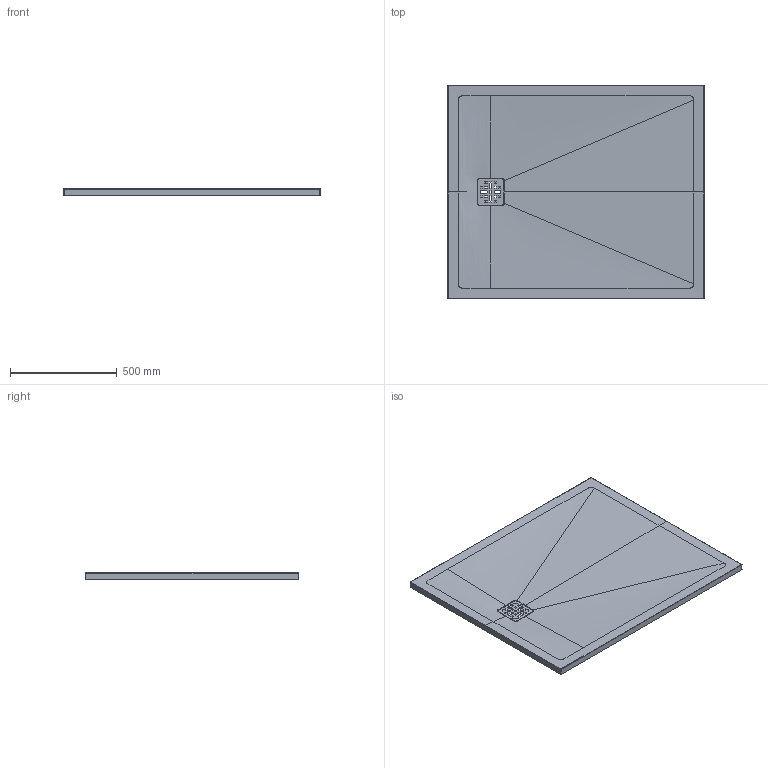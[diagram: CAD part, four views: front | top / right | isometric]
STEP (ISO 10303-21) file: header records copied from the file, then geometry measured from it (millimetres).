
FILE_DESCRIPTION(/* description */ (''),/* implementation_level */ '2;1');
FILE_NAME(/* name */ '16-022_M7852A_120X100 PIETRA_bordo inclinato_diagonali rettilinee.stp',/* time_stamp */ '2021-03-30T14:49:39+02:00',/* author */ (''),/* organization */ (''),/* preprocessor_version */ 'ST-DEVELOPER v15',/* originating_system */ 'SIEMENS PLM Software NX 8.5',/* authorisation */ '');
FILE_SCHEMA (('AP203_CONFIGURATION_CONTROLLED_3D_DESIGN_OF_MECHANICAL_PARTS_AND_ASSEMBLIES_MIM_LF { 1 0 10303 403 2 1 2}'));
Products named in the file (1): carl61941A527ysy
Bounding box: 1200 x 1000 x 29.98 mm (x, y, z)
Volume: 21369338.8 mm3; surface area: 2572343.5 mm2
Topology: 2 solids, 2 shells, 340 faces, 917 edges, 573 vertices
Faces by surface type: plane 111, cylinder 102, bspline 98, sphere 20, cone 5, torus 4
Full cylindrical faces by diameter (mm): 90 x1
Entity records: 59870 total; most frequent: CARTESIAN_POINT 51950, ORIENTED_EDGE 1794, DIRECTION 1393, EDGE_CURVE 897, VERTEX_POINT 570, AXIS2_PLACEMENT_3D 498, LINE 397, VECTOR 397
